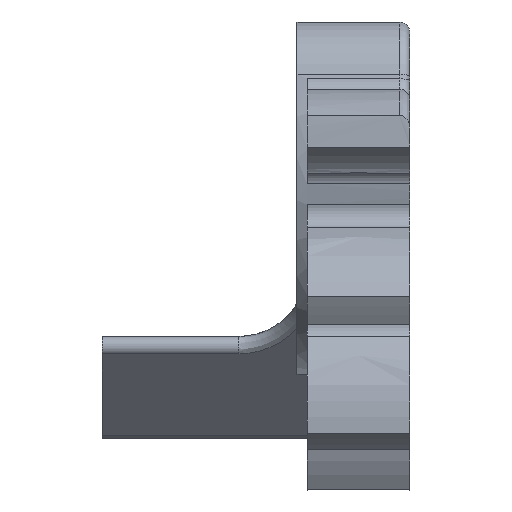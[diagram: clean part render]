
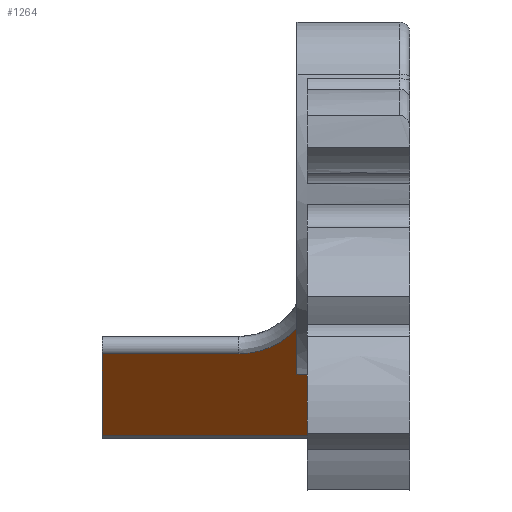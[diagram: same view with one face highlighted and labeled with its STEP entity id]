
A CAD part, left-side view. The second image highlights one B-rep face of the part: STEP entity #1264.
In plain terms, the highlighted planar face has unit normal (-0.707, 0, -0.707).
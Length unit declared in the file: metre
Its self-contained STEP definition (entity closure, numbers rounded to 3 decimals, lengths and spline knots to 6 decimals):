
#25=ELLIPSE('',#1397,0.003253,0.0023);
#130=LINE('',#2813,#203);
#131=LINE('',#2818,#204);
#132=LINE('',#2820,#205);
#133=LINE('',#2822,#206);
#134=LINE('',#2824,#207);
#203=VECTOR('',#1689,1.);
#204=VECTOR('',#1692,1.);
#205=VECTOR('',#1693,1.);
#206=VECTOR('',#1694,1.);
#207=VECTOR('',#1695,1.);
#496=ORIENTED_EDGE('',*,*,#784,.T.);
#497=ORIENTED_EDGE('',*,*,#785,.T.);
#498=ORIENTED_EDGE('',*,*,#786,.T.);
#499=ORIENTED_EDGE('',*,*,#787,.T.);
#500=ORIENTED_EDGE('',*,*,#788,.T.);
#501=ORIENTED_EDGE('',*,*,#789,.T.);
#784=EDGE_CURVE('',#942,#943,#130,.T.);
#785=EDGE_CURVE('',#943,#944,#25,.T.);
#786=EDGE_CURVE('',#944,#945,#131,.F.);
#787=EDGE_CURVE('',#945,#946,#132,.T.);
#788=EDGE_CURVE('',#946,#947,#133,.T.);
#789=EDGE_CURVE('',#947,#942,#134,.T.);
#942=VERTEX_POINT('',#2814);
#943=VERTEX_POINT('',#2815);
#944=VERTEX_POINT('',#2817);
#945=VERTEX_POINT('',#2819);
#946=VERTEX_POINT('',#2821);
#947=VERTEX_POINT('',#2823);
#1095=EDGE_LOOP('',(#496,#497,#498,#499,#500,#501));
#1173=FACE_BOUND('',#1095,.T.);
#1218=PLANE('',#1396);
#1264=ADVANCED_FACE('',(#1173),#1218,.F.);
#1396=AXIS2_PLACEMENT_3D('',#2812,#1687,#1688);
#1397=AXIS2_PLACEMENT_3D('',#2816,#1690,#1691);
#1687=DIRECTION('',(0.707,0.,0.707));
#1688=DIRECTION('',(0.707,0.,-0.707));
#1689=DIRECTION('',(0.,1.,0.));
#1690=DIRECTION('',(0.707,0.,0.707));
#1691=DIRECTION('',(-0.707,0.,0.707));
#1692=DIRECTION('',(0.,-1.,0.));
#1693=DIRECTION('',(0.707,0.,-0.707));
#1694=DIRECTION('',(0.,-1.,0.));
#1695=DIRECTION('',(-0.707,0.,0.707));
#2812=CARTESIAN_POINT('',(0.037216,500.,-0.008208));
#2813=CARTESIAN_POINT('',(0.033772,0.,-0.004764));
#2814=CARTESIAN_POINT('',(0.033772,-0.0027,-0.004764));
#2815=CARTESIAN_POINT('',(0.033772,-0.000233,-0.004764));
#2816=CARTESIAN_POINT('',(0.03322,0.002,-0.004212));
#2817=CARTESIAN_POINT('',(0.03552,0.002,-0.006512));
#2818=CARTESIAN_POINT('',(0.03552,500.,-0.006512));
#2819=CARTESIAN_POINT('',(0.03552,0.006,-0.006512));
#2820=CARTESIAN_POINT('',(0.037216,0.006,-0.008208));
#2821=CARTESIAN_POINT('',(0.03792,0.006,-0.008912));
#2822=CARTESIAN_POINT('',(0.03792,500.,-0.008912));
#2823=CARTESIAN_POINT('',(0.03792,-0.0027,-0.008912));
#2824=CARTESIAN_POINT('',(0.033772,-0.0027,-0.004764));
